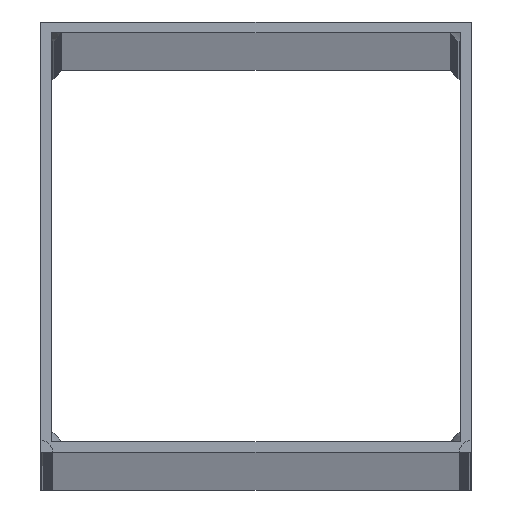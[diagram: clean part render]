
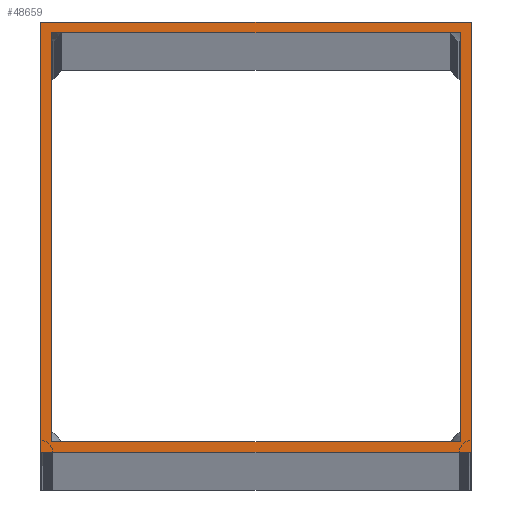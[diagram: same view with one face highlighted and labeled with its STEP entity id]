
A CAD part, top view. The second image highlights one B-rep face of the part: STEP entity #48659.
In plain terms, the highlighted planar face has unit normal (0, 0, 1).
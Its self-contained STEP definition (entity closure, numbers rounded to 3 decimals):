
#3840 = DIRECTION ( 'NONE',  ( 1., 0., 0. ) ) ;
#5814 = EDGE_CURVE ( 'NONE', #56031, #10397, #76540, .T. ) ;
#6538 = LINE ( 'NONE', #76828, #67556 ) ;
#6622 = ORIENTED_EDGE ( 'NONE', *, *, #26740, .T. ) ;
#7217 = VERTEX_POINT ( 'NONE', #28298 ) ;
#7376 = CARTESIAN_POINT ( 'NONE',  ( 57., 0., 0. ) ) ;
#9977 = DIRECTION ( 'NONE',  ( 1., 0., 0. ) ) ;
#10397 = VERTEX_POINT ( 'NONE', #54038 ) ;
#10535 = CARTESIAN_POINT ( 'NONE',  ( -57., 0., 0. ) ) ;
#11669 = VECTOR ( 'NONE', #13465, 1000. ) ;
#12277 = CARTESIAN_POINT ( 'NONE',  ( -57., 57., 0. ) ) ;
#13465 = DIRECTION ( 'NONE',  ( 0., 1., 0. ) ) ;
#13878 = CARTESIAN_POINT ( 'NONE',  ( 60., 60., 0. ) ) ;
#16314 = VECTOR ( 'NONE', #35923, 1000. ) ;
#16692 = VERTEX_POINT ( 'NONE', #13878 ) ;
#18080 = LINE ( 'NONE', #26733, #48644 ) ;
#18356 = VERTEX_POINT ( 'NONE', #12277 ) ;
#18679 = CARTESIAN_POINT ( 'NONE',  ( 0., 0., 0. ) ) ;
#19214 = PLANE ( 'NONE',  #38168 ) ;
#19353 = VECTOR ( 'NONE', #9977, 1000. ) ;
#24652 = CARTESIAN_POINT ( 'NONE',  ( -60., 60., 0. ) ) ;
#24928 = EDGE_CURVE ( 'NONE', #68681, #16692, #48800, .T. ) ;
#25195 = LINE ( 'NONE', #24652, #55764 ) ;
#26563 = FACE_BOUND ( 'NONE', #64875, .T. ) ;
#26733 = CARTESIAN_POINT ( 'NONE',  ( -60., 60., 0. ) ) ;
#26740 = EDGE_CURVE ( 'NONE', #16692, #7217, #18080, .T. ) ;
#27022 = DIRECTION ( 'NONE',  ( -1., 0., 0. ) ) ;
#27322 = CARTESIAN_POINT ( 'NONE',  ( 60., -60., 0. ) ) ;
#28026 = ORIENTED_EDGE ( 'NONE', *, *, #5814, .F. ) ;
#28298 = CARTESIAN_POINT ( 'NONE',  ( -60., 60., 0. ) ) ;
#29737 = CARTESIAN_POINT ( 'NONE',  ( -57., -57., 0. ) ) ;
#30799 = DIRECTION ( 'NONE',  ( 0., -1., 0. ) ) ;
#31492 = DIRECTION ( 'NONE',  ( 0., 0., 1. ) ) ;
#33258 = EDGE_CURVE ( 'NONE', #10397, #18356, #63808, .T. ) ;
#35923 = DIRECTION ( 'NONE',  ( 0., 1., 0. ) ) ;
#35961 = CARTESIAN_POINT ( 'NONE',  ( -60., -60., 0. ) ) ;
#36874 = ORIENTED_EDGE ( 'NONE', *, *, #59893, .T. ) ;
#38168 = AXIS2_PLACEMENT_3D ( 'NONE', #18679, #31492, #74152 ) ;
#39695 = ORIENTED_EDGE ( 'NONE', *, *, #41269, .F. ) ;
#41269 = EDGE_CURVE ( 'NONE', #54135, #56031, #51803, .T. ) ;
#45383 = EDGE_LOOP ( 'NONE', ( #69933, #6622, #36874, #49509 ) ) ;
#48644 = VECTOR ( 'NONE', #75559, 1000. ) ;
#48659 = ADVANCED_FACE ( 'NONE', ( #26563, #59055 ), #19214, .T. ) ;
#48800 = LINE ( 'NONE', #78579, #16314 ) ;
#49509 = ORIENTED_EDGE ( 'NONE', *, *, #51147, .T. ) ;
#50397 = VERTEX_POINT ( 'NONE', #35961 ) ;
#51147 = EDGE_CURVE ( 'NONE', #50397, #68681, #6538, .T. ) ;
#51803 = LINE ( 'NONE', #52902, #19353 ) ;
#52399 = CARTESIAN_POINT ( 'NONE',  ( 57., -57., 0. ) ) ;
#52902 = CARTESIAN_POINT ( 'NONE',  ( 0., -57., 0. ) ) ;
#54038 = CARTESIAN_POINT ( 'NONE',  ( 57., 57., 0. ) ) ;
#54135 = VERTEX_POINT ( 'NONE', #29737 ) ;
#55764 = VECTOR ( 'NONE', #30799, 1000. ) ;
#56031 = VERTEX_POINT ( 'NONE', #52399 ) ;
#59055 = FACE_OUTER_BOUND ( 'NONE', #45383, .T. ) ;
#59893 = EDGE_CURVE ( 'NONE', #7217, #50397, #25195, .T. ) ;
#61785 = VECTOR ( 'NONE', #66521, 1000. ) ;
#63607 = CARTESIAN_POINT ( 'NONE',  ( 0., 57., 0. ) ) ;
#63808 = LINE ( 'NONE', #63607, #78117 ) ;
#64875 = EDGE_LOOP ( 'NONE', ( #28026, #39695, #71749, #76808 ) ) ;
#66521 = DIRECTION ( 'NONE',  ( 0., -1., 0. ) ) ;
#67556 = VECTOR ( 'NONE', #3840, 1000. ) ;
#68681 = VERTEX_POINT ( 'NONE', #27322 ) ;
#69933 = ORIENTED_EDGE ( 'NONE', *, *, #24928, .T. ) ;
#71749 = ORIENTED_EDGE ( 'NONE', *, *, #76011, .F. ) ;
#74152 = DIRECTION ( 'NONE',  ( 1., 0., 0. ) ) ;
#75559 = DIRECTION ( 'NONE',  ( -1., 0., 0. ) ) ;
#76011 = EDGE_CURVE ( 'NONE', #18356, #54135, #77975, .T. ) ;
#76540 = LINE ( 'NONE', #7376, #11669 ) ;
#76808 = ORIENTED_EDGE ( 'NONE', *, *, #33258, .F. ) ;
#76828 = CARTESIAN_POINT ( 'NONE',  ( -60., -60., 0. ) ) ;
#77975 = LINE ( 'NONE', #10535, #61785 ) ;
#78117 = VECTOR ( 'NONE', #27022, 1000. ) ;
#78579 = CARTESIAN_POINT ( 'NONE',  ( 60., 60., 0. ) ) ;
